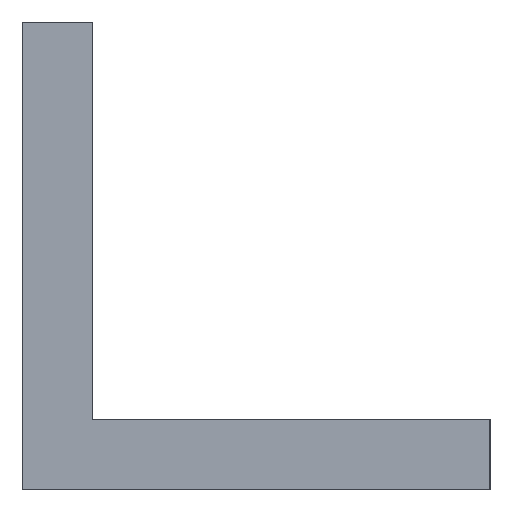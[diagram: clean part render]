
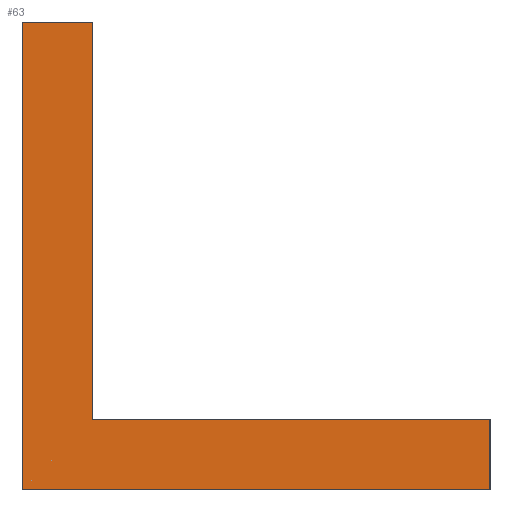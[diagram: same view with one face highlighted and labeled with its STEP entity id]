
A CAD part, left-side view. The second image highlights one B-rep face of the part: STEP entity #63.
In plain terms, the highlighted planar face has unit normal (-1, 0, 0).
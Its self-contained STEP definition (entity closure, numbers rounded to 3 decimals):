
#63=ADVANCED_FACE('',(#138),#139,.F.);
#138=FACE_OUTER_BOUND('',#217,.T.);
#139=PLANE('',#218);
#217=EDGE_LOOP('',(#342,#343,#344,#345,#346,#347));
#218=AXIS2_PLACEMENT_3D('',#348,#349,#350);
#342=ORIENTED_EDGE('',*,*,#495,.F.);
#343=ORIENTED_EDGE('',*,*,#446,.F.);
#344=ORIENTED_EDGE('',*,*,#482,.F.);
#345=ORIENTED_EDGE('',*,*,#465,.F.);
#346=ORIENTED_EDGE('',*,*,#474,.F.);
#347=ORIENTED_EDGE('',*,*,#459,.T.);
#348=CARTESIAN_POINT('',(0.,-10.0,1.5));
#349=DIRECTION('',(1.0,0.0,0.0));
#350=DIRECTION('',(0.0,0.0,-1.0));
#446=EDGE_CURVE('',#521,#522,#523,.T.);
#459=EDGE_CURVE('',#547,#545,#548,.T.);
#465=EDGE_CURVE('',#556,#552,#558,.T.);
#474=EDGE_CURVE('',#547,#556,#573,.T.);
#482=EDGE_CURVE('',#552,#521,#581,.T.);
#495=EDGE_CURVE('',#522,#545,#602,.T.);
#521=VERTEX_POINT('',#632);
#522=VERTEX_POINT('',#633);
#523=LINE('',#634,#635);
#545=VERTEX_POINT('',#661);
#547=VERTEX_POINT('',#664);
#548=LINE('',#665,#666);
#552=VERTEX_POINT('',#671);
#556=VERTEX_POINT('',#677);
#558=LINE('',#680,#681);
#573=LINE('',#697,#698);
#581=LINE('',#710,#711);
#602=LINE('',#734,#735);
#632=CARTESIAN_POINT('',(0.,-20.0,3.0));
#633=CARTESIAN_POINT('',(0.,-20.0,0.));
#634=CARTESIAN_POINT('',(0.,-20.0,1.5));
#635=VECTOR('',#772,1.0);
#661=CARTESIAN_POINT('',(0.,0.0,0.));
#664=CARTESIAN_POINT('',(0.,0.0,20.0));
#665=CARTESIAN_POINT('',(0.,0.0,10.0));
#666=VECTOR('',#796,1.0);
#671=CARTESIAN_POINT('',(0.,-3.0,3.0));
#677=CARTESIAN_POINT('',(0.,-3.0,20.0));
#680=CARTESIAN_POINT('',(0.,-3.0,10.0));
#681=VECTOR('',#801,1.0);
#697=CARTESIAN_POINT('',(0.,-1.5,20.0));
#698=VECTOR('',#821,1.0);
#710=CARTESIAN_POINT('',(0.,-10.0,3.0));
#711=VECTOR('',#826,1.0);
#734=CARTESIAN_POINT('',(0.,-10.0,0.));
#735=VECTOR('',#850,1.0);
#772=DIRECTION('',(0.0,0.0,-1.0));
#796=DIRECTION('',(0.0,0.0,-1.0));
#801=DIRECTION('',(0.0,0.0,-1.0));
#821=DIRECTION('',(0.0,-1.0,0.0));
#826=DIRECTION('',(0.0,-1.0,0.0));
#850=DIRECTION('',(0.0,1.0,0.0));
